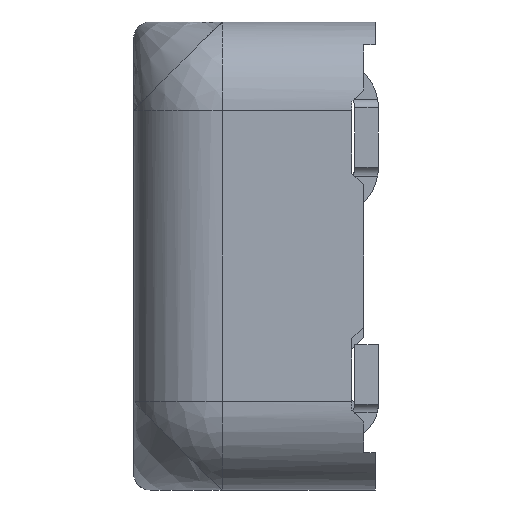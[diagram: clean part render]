
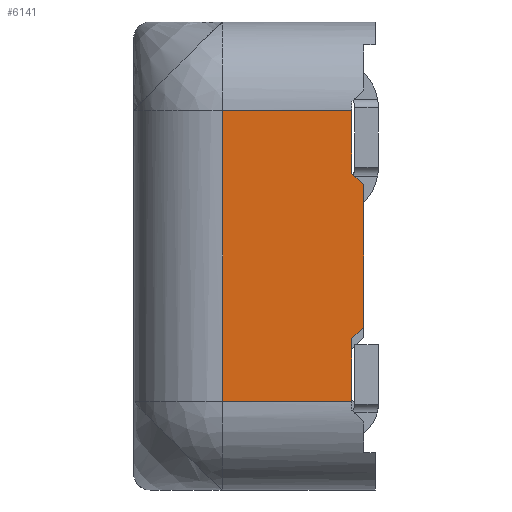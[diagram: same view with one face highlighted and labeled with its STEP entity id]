
A CAD part, left-side view. The second image highlights one B-rep face of the part: STEP entity #6141.
In plain terms, the highlighted planar face has unit normal (-1, 0, 0).
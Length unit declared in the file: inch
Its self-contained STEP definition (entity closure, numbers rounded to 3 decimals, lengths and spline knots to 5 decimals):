
#264=FACE_OUTER_BOUND('',#622,.T.);
#622=EDGE_LOOP('',(#4257,#4258,#4259,#4260,#4261,#4262,#4263,#4264));
#1381=LINE('',#9279,#1996);
#1401=LINE('',#9319,#2016);
#1402=LINE('',#9321,#2017);
#1403=LINE('',#9323,#2018);
#1404=LINE('',#9324,#2019);
#1405=LINE('',#9326,#2020);
#1406=LINE('',#9328,#2021);
#1407=LINE('',#9329,#2022);
#1996=VECTOR('',#7306,0.09449);
#2016=VECTOR('',#7338,0.19291);
#2017=VECTOR('',#7339,0.08583);
#2018=VECTOR('',#7340,0.04134);
#2019=VECTOR('',#7341,0.01114);
#2020=VECTOR('',#7342,0.01114);
#2021=VECTOR('',#7343,0.04134);
#2022=VECTOR('',#7344,0.08583);
#2621=VERTEX_POINT('',#9277);
#2622=VERTEX_POINT('',#9278);
#2635=VERTEX_POINT('',#9317);
#2636=VERTEX_POINT('',#9318);
#2637=VERTEX_POINT('',#9320);
#2638=VERTEX_POINT('',#9322);
#2639=VERTEX_POINT('',#9325);
#2640=VERTEX_POINT('',#9327);
#3239=EDGE_CURVE('',#2621,#2622,#1381,.T.);
#3259=EDGE_CURVE('',#2635,#2636,#1401,.T.);
#3260=EDGE_CURVE('',#2636,#2637,#1402,.T.);
#3261=EDGE_CURVE('',#2637,#2638,#1403,.T.);
#3262=EDGE_CURVE('',#2622,#2638,#1404,.T.);
#3263=EDGE_CURVE('',#2639,#2621,#1405,.T.);
#3264=EDGE_CURVE('',#2639,#2640,#1406,.T.);
#3265=EDGE_CURVE('',#2640,#2635,#1407,.T.);
#4257=ORIENTED_EDGE('',*,*,#3259,.T.);
#4258=ORIENTED_EDGE('',*,*,#3260,.T.);
#4259=ORIENTED_EDGE('',*,*,#3261,.T.);
#4260=ORIENTED_EDGE('',*,*,#3262,.F.);
#4261=ORIENTED_EDGE('',*,*,#3239,.F.);
#4262=ORIENTED_EDGE('',*,*,#3263,.F.);
#4263=ORIENTED_EDGE('',*,*,#3264,.T.);
#4264=ORIENTED_EDGE('',*,*,#3265,.T.);
#5953=PLANE('',#6521);
#6141=ADVANCED_FACE('',(#264),#5953,.F.);
#6521=AXIS2_PLACEMENT_3D('',#9316,#7336,#7337);
#7306=DIRECTION('',(0.,0.,-1.));
#7336=DIRECTION('center_axis',(1.,0.,0.));
#7337=DIRECTION('ref_axis',(0.,0.,1.));
#7338=DIRECTION('',(0.,0.,-1.));
#7339=DIRECTION('',(0.,-1.,0.));
#7340=DIRECTION('',(0.,0.,1.));
#7341=DIRECTION('',(0.,0.707,-0.707));
#7342=DIRECTION('',(0.,-0.707,-0.707));
#7343=DIRECTION('',(0.,0.,1.));
#7344=DIRECTION('',(0.,1.,0.));
#9277=CARTESIAN_POINT('',(0.01575,0.00985,0.08465));
#9278=CARTESIAN_POINT('',(0.01575,0.00985,-0.00984));
#9279=CARTESIAN_POINT('',(0.01575,0.00985,0.08465));
#9316=CARTESIAN_POINT('Origin',(0.01575,0.0567,-0.02953));
#9317=CARTESIAN_POINT('',(0.01575,0.10355,0.13386));
#9318=CARTESIAN_POINT('',(0.01575,0.10355,-0.05906));
#9319=CARTESIAN_POINT('',(0.01575,0.10355,0.));
#9320=CARTESIAN_POINT('',(0.01575,0.01772,-0.05906));
#9321=CARTESIAN_POINT('',(0.01575,0.10355,-0.05906));
#9322=CARTESIAN_POINT('',(0.01575,0.01772,-0.01772));
#9323=CARTESIAN_POINT('',(0.01575,0.01772,-0.05906));
#9324=CARTESIAN_POINT('',(0.01575,0.00985,-0.00984));
#9325=CARTESIAN_POINT('',(0.01575,0.01772,0.09252));
#9326=CARTESIAN_POINT('',(0.01575,0.01772,0.09252));
#9327=CARTESIAN_POINT('',(0.01575,0.01772,0.13386));
#9328=CARTESIAN_POINT('',(0.01575,0.01772,0.09252));
#9329=CARTESIAN_POINT('',(0.01575,0.01772,0.13386));
